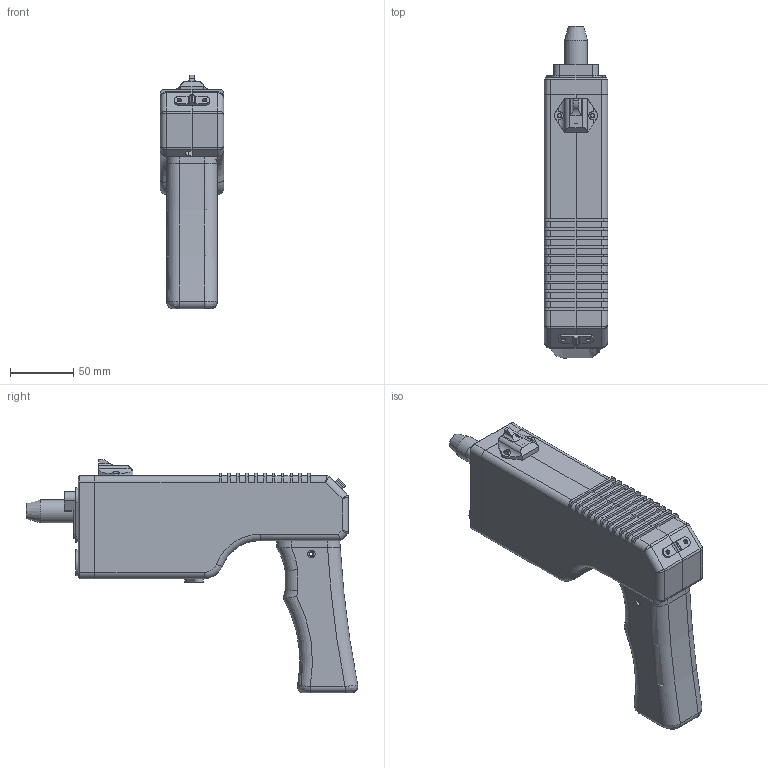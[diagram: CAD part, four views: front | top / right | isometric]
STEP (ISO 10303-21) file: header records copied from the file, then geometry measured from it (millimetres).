
FILE_DESCRIPTION(/* description */ (''),/* implementation_level */ '2;1');
FILE_NAME(/* name */ 'Gun.step',/* time_stamp */ '2021-01-11T17:13:03+01:00',/* author */ (''),/* organization */ (''),/* preprocessor_version */ 'ST-DEVELOPER v18.1',/* originating_system */ 'Autodesk Translation Framework v9.7.1.1290',/* authorisation */ '');
FILE_SCHEMA (('AUTOMOTIVE_DESIGN { 1 0 10303 214 3 1 1 }'));
Length unit declared in the file: millimetre
Products named in the file (2): Body; Handvat v2
Assembly tree (1 placements, depth 2):
  Body
    Handvat v2
Bounding box: 50 x 261.63 x 184.2 mm (x, y, z)
Volume: 382409.9 mm3; surface area: 163367.6 mm2
Topology: 10 solids, 10 shells, 593 faces, 1577 edges, 1024 vertices
Faces by surface type: plane 324, cylinder 223, torus 22, bspline 18, cone 6
Full cylindrical faces by diameter (mm): 1 x2, 1.8 x2, 2.8 x22, 3.5 x21, 5.1 x1, 6 x10, 7 x1, 7.5 x1, 10.5 x1, 16.9 x2, 17.55 x1, 18 x2, 18.5 x2, 20.5 x2
Entity records: 19468 total; most frequent: CARTESIAN_POINT 4207, DIRECTION 3169, ORIENTED_EDGE 3138, EDGE_CURVE 1569, AXIS2_PLACEMENT_3D 1070, LINE 1029, VECTOR 1029, VERTEX_POINT 1024
